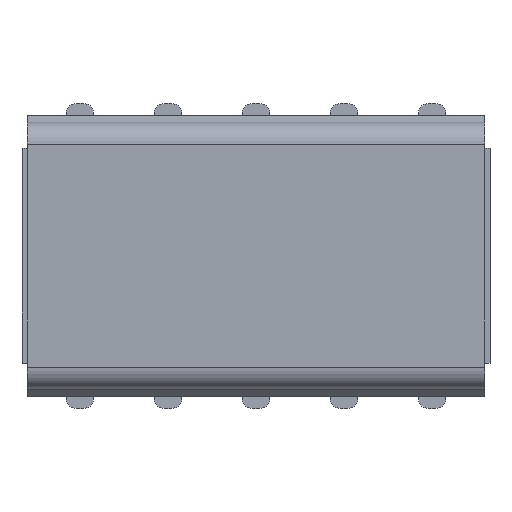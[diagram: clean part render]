
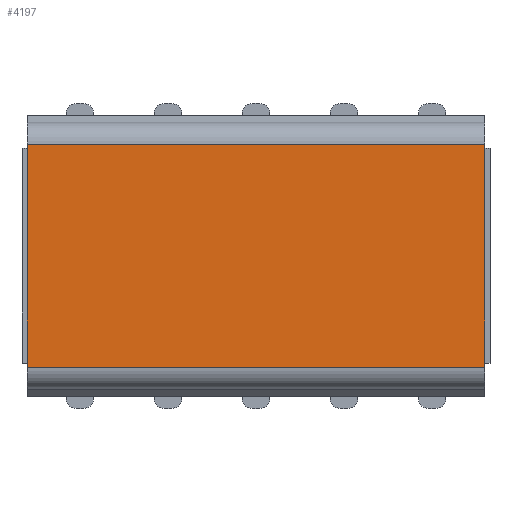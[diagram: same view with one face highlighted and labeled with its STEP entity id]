
A CAD part, top view. The second image highlights one B-rep face of the part: STEP entity #4197.
In plain terms, the highlighted planar face has unit normal (0, 0, 1).
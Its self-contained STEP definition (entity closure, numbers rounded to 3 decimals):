
#1314=ORIENTED_EDGE('',*,*,#1954,.T.);
#1315=ORIENTED_EDGE('',*,*,#1955,.F.);
#1316=ORIENTED_EDGE('',*,*,#1956,.F.);
#1317=ORIENTED_EDGE('',*,*,#1952,.T.);
#1952=EDGE_CURVE('',#2339,#2338,#2853,.T.);
#1954=EDGE_CURVE('',#2338,#2340,#2854,.T.);
#1955=EDGE_CURVE('',#2341,#2340,#2855,.T.);
#1956=EDGE_CURVE('',#2339,#2341,#2856,.T.);
#2338=VERTEX_POINT('',#6822);
#2339=VERTEX_POINT('',#6824);
#2340=VERTEX_POINT('',#6828);
#2341=VERTEX_POINT('',#6830);
#2853=LINE('',#6823,#3369);
#2854=LINE('',#6827,#3370);
#2855=LINE('',#6829,#3371);
#2856=LINE('',#6831,#3372);
#3369=VECTOR('',#5573,1000.);
#3370=VECTOR('',#5578,1000.);
#3371=VECTOR('',#5579,1000.);
#3372=VECTOR('',#5580,1000.);
#3593=EDGE_LOOP('',(#1314,#1315,#1316,#1317));
#3813=FACE_BOUND('',#3593,.T.);
#3989=PLANE('',#4513);
#4197=ADVANCED_FACE('',(#3813),#3989,.F.);
#4513=AXIS2_PLACEMENT_3D('',#6826,#5576,#5577);
#5573=DIRECTION('',(-1.,0.,0.));
#5576=DIRECTION('',(0.,0.,-1.));
#5577=DIRECTION('',(0.,1.,0.));
#5578=DIRECTION('',(0.,-1.,0.));
#5579=DIRECTION('',(-1.,0.,0.));
#5580=DIRECTION('',(0.,-1.,0.));
#6822=CARTESIAN_POINT('',(-3.3,1.608,1.072));
#6823=CARTESIAN_POINT('',(3.3,1.608,1.072));
#6824=CARTESIAN_POINT('',(3.3,1.608,1.072));
#6826=CARTESIAN_POINT('',(3.3,-1.608,1.072));
#6827=CARTESIAN_POINT('',(-3.3,-1.608,1.072));
#6828=CARTESIAN_POINT('',(-3.3,-1.608,1.072));
#6829=CARTESIAN_POINT('',(3.3,-1.608,1.072));
#6830=CARTESIAN_POINT('',(3.3,-1.608,1.072));
#6831=CARTESIAN_POINT('',(3.3,-1.608,1.072));
